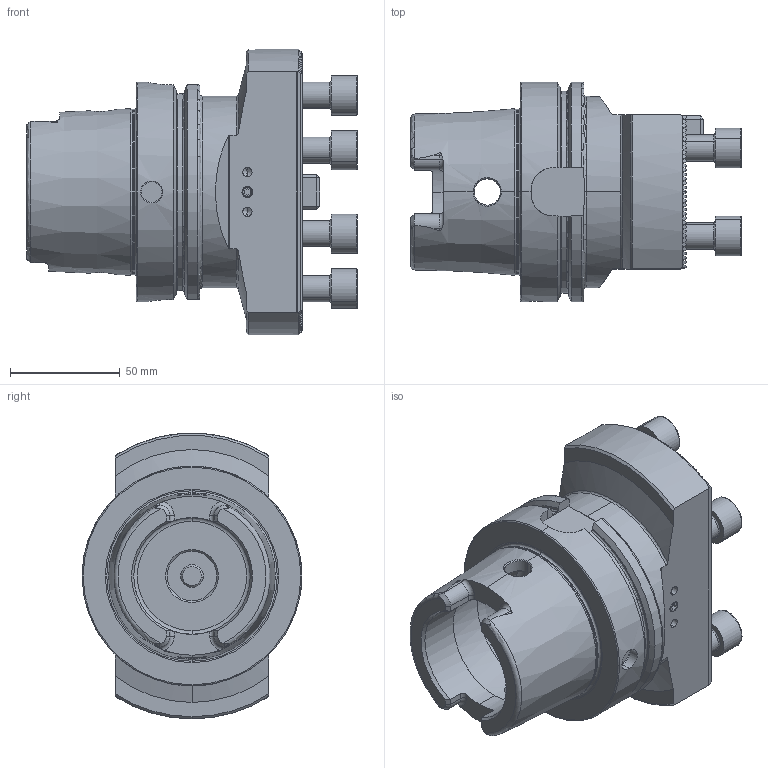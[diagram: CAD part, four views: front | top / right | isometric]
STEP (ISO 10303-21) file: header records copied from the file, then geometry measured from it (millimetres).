
FILE_DESCRIPTION (( 'STEP AP214' ), '1' );
FILE_NAME ('544.810.130.075.STEP', '2017-04-11T09:27:16', ( 'SWIAdmin' ), ( 'Hewlett-Packard Company' ), 'SwSTEP 2.0', 'SolidWorks 2015', '' );
FILE_SCHEMA (( 'AUTOMOTIVE_DESIGN' ));
Length unit declared in the file: millimetre
Products named in the file (7): DIN 908 - M12x1.5; ISO 4026 - M5 x 8; ISO 4762 - M12 x 25; ISO 4762 - M6 x 16; Ko1-ER1.001.016_A; HA0-Ko1.K01.075_A_Fertigbearbeitung; 544.810.130.075
Assembly tree (10 placements, depth 2):
  544.810.130.075
    HA0-Ko1.K01.075_A_Fertigbearbeitung
    Ko1-ER1.001.016_A
    ISO 4762 - M6 x 16
    ISO 4762 - M12 x 25  x4
    ISO 4026 - M5 x 8  x2
    DIN 908 - M12x1.5
Bounding box: 150.48 x 100 x 130 mm (x, y, z)
Volume: 593015 mm3; surface area: 96778.3 mm2
Topology: 10 solids, 10 shells, 928 faces, 2512 edges, 1589 vertices
Faces by surface type: plane 513, cylinder 223, cone 126, torus 62, bspline 4
Entity records: 31569 total; most frequent: CARTESIAN_POINT 9480, ORIENTED_EDGE 4548, DIRECTION 3753, EDGE_CURVE 2274, VERTEX_POINT 1470, AXIS2_PLACEMENT_3D 1419, LINE 915, VECTOR 915
